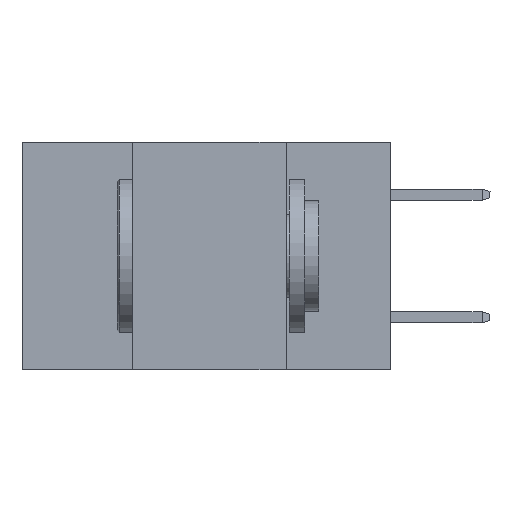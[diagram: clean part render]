
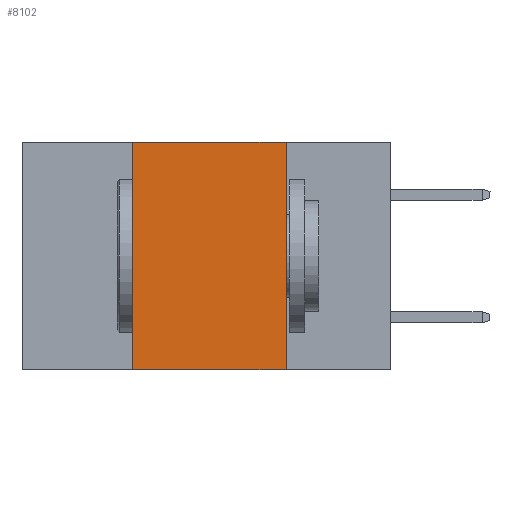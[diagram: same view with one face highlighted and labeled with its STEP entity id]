
A CAD part, left-side view. The second image highlights one B-rep face of the part: STEP entity #8102.
In plain terms, the highlighted planar face has unit normal (-1, 0, 0).
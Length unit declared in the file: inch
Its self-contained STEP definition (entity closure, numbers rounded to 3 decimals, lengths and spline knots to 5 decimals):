
#424 = CARTESIAN_POINT ( 'NONE',  ( 0., 0.17, 0. ) ) ;
#562 = VERTEX_POINT ( 'NONE', #2433 ) ;
#752 = LINE ( 'NONE', #9722, #4990 ) ;
#930 = DIRECTION ( 'NONE',  ( 0., -1., 0. ) ) ;
#1073 = VECTOR ( 'NONE', #4376, 39.37008 ) ;
#1134 = ORIENTED_EDGE ( 'NONE', *, *, #10243, .F. ) ;
#1166 = ORIENTED_EDGE ( 'NONE', *, *, #5711, .F. ) ;
#1177 = ORIENTED_EDGE ( 'NONE', *, *, #8750, .F. ) ;
#1199 = ORIENTED_EDGE ( 'NONE', *, *, #8228, .T. ) ;
#1580 = EDGE_LOOP ( 'NONE', ( #1134, #1166, #1177, #1199 ) ) ;
#1591 = CARTESIAN_POINT ( 'NONE',  ( 0., 0.6, 0. ) ) ;
#1807 = FACE_OUTER_BOUND ( 'NONE', #1580, .T. ) ;
#2433 = CARTESIAN_POINT ( 'NONE',  ( 0., 0.42, 0. ) ) ;
#2475 = DIRECTION ( 'NONE',  ( 1., 0., 0. ) ) ;
#2924 = CARTESIAN_POINT ( 'NONE',  ( 0., 0.17, -0.37 ) ) ;
#3557 = CARTESIAN_POINT ( 'NONE',  ( 0., 0.17, 0. ) ) ;
#4376 = DIRECTION ( 'NONE',  ( 0., 0., -1. ) ) ;
#4425 = LINE ( 'NONE', #6682, #10376 ) ;
#4990 = VECTOR ( 'NONE', #5905, 39.37008 ) ;
#5237 = VERTEX_POINT ( 'NONE', #2924 ) ;
#5296 = LINE ( 'NONE', #3557, #1073 ) ;
#5711 = EDGE_CURVE ( 'NONE', #562, #7887, #752, .T. ) ;
#5854 = CARTESIAN_POINT ( 'NONE',  ( 0., 0.42, 0. ) ) ;
#5905 = DIRECTION ( 'NONE',  ( 0., -1., 0. ) ) ;
#6065 = LINE ( 'NONE', #5854, #7905 ) ;
#6682 = CARTESIAN_POINT ( 'NONE',  ( 0., 0.6, -0.37 ) ) ;
#7307 = PLANE ( 'NONE',  #9254 ) ;
#7463 = VERTEX_POINT ( 'NONE', #8940 ) ;
#7887 = VERTEX_POINT ( 'NONE', #424 ) ;
#7905 = VECTOR ( 'NONE', #9711, 39.37008 ) ;
#8102 = ADVANCED_FACE ( 'NONE', ( #1807 ), #7307, .F. ) ;
#8104 = DIRECTION ( 'NONE',  ( 0., 0., -1. ) ) ;
#8228 = EDGE_CURVE ( 'NONE', #7463, #5237, #4425, .T. ) ;
#8750 = EDGE_CURVE ( 'NONE', #7463, #562, #6065, .T. ) ;
#8940 = CARTESIAN_POINT ( 'NONE',  ( 0., 0.42, -0.37 ) ) ;
#9254 = AXIS2_PLACEMENT_3D ( 'NONE', #1591, #2475, #8104 ) ;
#9711 = DIRECTION ( 'NONE',  ( 0., 0., 1. ) ) ;
#9722 = CARTESIAN_POINT ( 'NONE',  ( 0., 0.6, 0. ) ) ;
#10243 = EDGE_CURVE ( 'NONE', #7887, #5237, #5296, .T. ) ;
#10376 = VECTOR ( 'NONE', #930, 39.37008 ) ;
